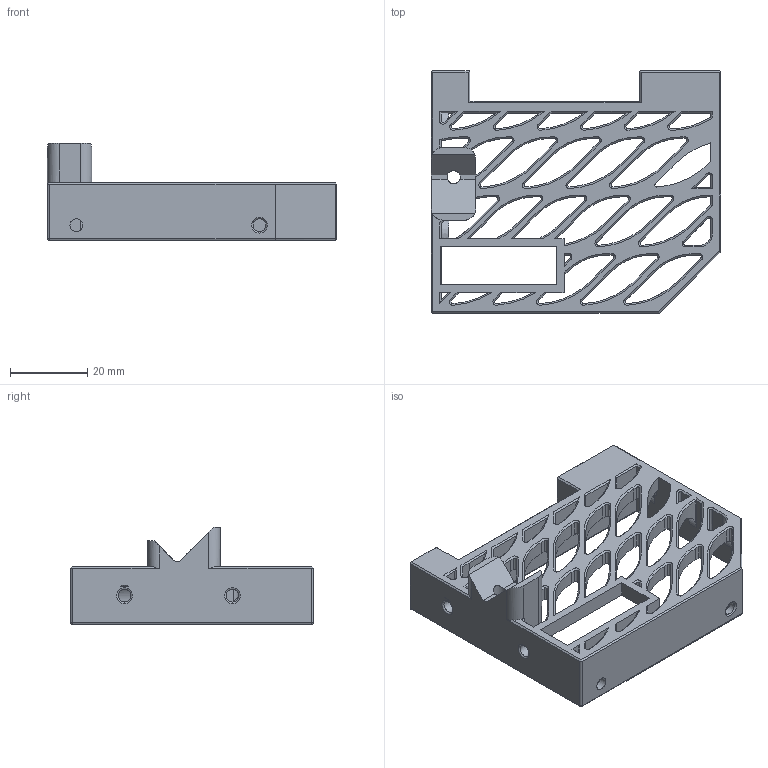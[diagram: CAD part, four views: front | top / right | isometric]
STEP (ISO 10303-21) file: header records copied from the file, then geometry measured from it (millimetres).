
FILE_DESCRIPTION(/* description */ (''),/* implementation_level */ '2;1');
FILE_NAME(/* name */ 'front_side_skirt_B_x1.step',/* time_stamp */ '2026-01-19T16:50:26-05:00',/* author */ (''),/* organization */ (''),/* preprocessor_version */ 'ST-DEVELOPER v20.1',/* originating_system */ 'Autodesk Translation Framework v14.21.0.0',/* authorisation */ '');
FILE_SCHEMA (('AUTOMOTIVE_DESIGN { 1 0 10303 214 3 1 1 }'));
Length unit declared in the file: millimetre
Products named in the file (1): Front Skirt
Bounding box: 75 x 63 x 25.25 mm (x, y, z)
Volume: 22244.3 mm3; surface area: 16568.5 mm2
Topology: 1 solids, 2 shells, 453 faces, 1207 edges, 739 vertices
Faces by surface type: plane 210, cylinder 135, cone 92, torus 8, sphere 6, bspline 2
Full cylindrical faces by diameter (mm): 3.3 x6, 3.4 x1, 6 x1, 6.4 x1
Entity records: 14447 total; most frequent: CARTESIAN_POINT 2916, DIRECTION 2421, ORIENTED_EDGE 2414, EDGE_CURVE 1207, AXIS2_PLACEMENT_3D 830, LINE 761, VECTOR 761, VERTEX_POINT 739
